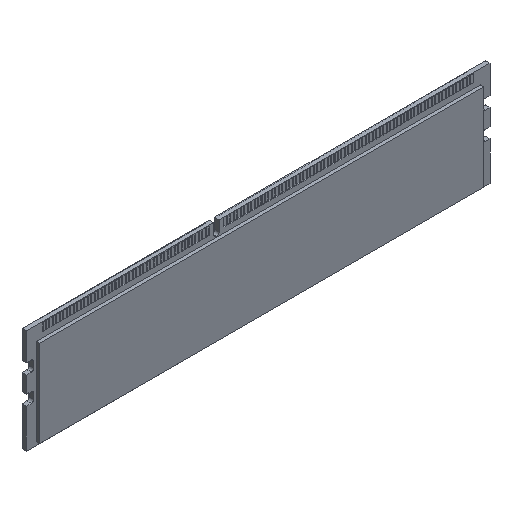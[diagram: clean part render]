
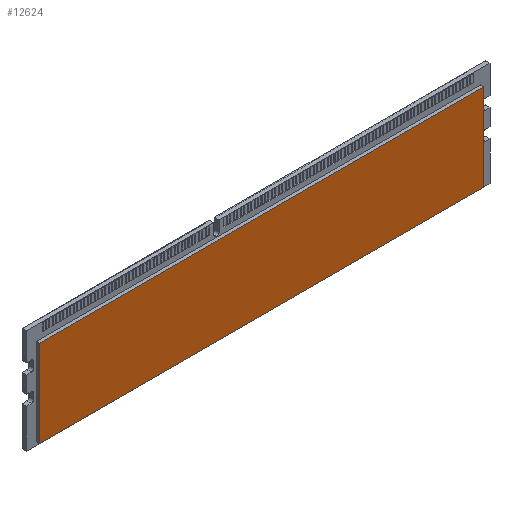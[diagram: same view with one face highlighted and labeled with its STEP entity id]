
A CAD part, isometric view. The second image highlights one B-rep face of the part: STEP entity #12624.
In plain terms, the highlighted planar face has unit normal (0, -1, 0).
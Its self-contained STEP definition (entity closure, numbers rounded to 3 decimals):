
#1527 = EDGE_LOOP ( 'NONE', ( #11977, #11978, #11979, #11975 ) ) ;
#5018 = VERTEX_POINT ( 'NONE', #23985 ) ;
#5095 = VERTEX_POINT ( 'NONE', #24010 ) ;
#5102 = VERTEX_POINT ( 'NONE', #24013 ) ;
#6650 = VERTEX_POINT ( 'NONE', #24550 ) ;
#11201 = EDGE_CURVE ( 'NONE', #5018, #5095, #31985, .T. ) ;
#11204 = EDGE_CURVE ( 'NONE', #5095, #6650, #31994, .T. ) ;
#11207 = EDGE_CURVE ( 'NONE', #6650, #5102, #32003, .T. ) ;
#11210 = EDGE_CURVE ( 'NONE', #5102, #5018, #32012, .T. ) ;
#11975 = ORIENTED_EDGE ( 'NONE', *, *, #11204, .F. ) ;
#11977 = ORIENTED_EDGE ( 'NONE', *, *, #11201, .F. ) ;
#11978 = ORIENTED_EDGE ( 'NONE', *, *, #11210, .F. ) ;
#11979 = ORIENTED_EDGE ( 'NONE', *, *, #11207, .F. ) ;
#12624 = ADVANCED_FACE ( 'NONE', ( #35629 ), #37383, .T. ) ;
#23985 = CARTESIAN_POINT ( 'NONE',  ( 2.8, -1.635, -29. ) ) ;
#24010 = CARTESIAN_POINT ( 'NONE',  ( 2.8, -1.635, -4. ) ) ;
#24013 = CARTESIAN_POINT ( 'NONE',  ( 130.55, -1.635, -29. ) ) ;
#24550 = CARTESIAN_POINT ( 'NONE',  ( 130.55, -1.635, -4. ) ) ;
#31288 = VECTOR ( 'NONE', #31987, 1000. ) ;
#31294 = VECTOR ( 'NONE', #31996, 1000. ) ;
#31302 = VECTOR ( 'NONE', #32005, 1000. ) ;
#31309 = VECTOR ( 'NONE', #32014, 1000. ) ;
#31985 = LINE ( 'NONE', #31986, #31288 ) ;
#31986 = CARTESIAN_POINT ( 'NONE',  ( 2.8, -1.635, -29. ) ) ;
#31987 = DIRECTION ( 'NONE',  ( 0., 0., 1. ) ) ;
#31994 = LINE ( 'NONE', #31995, #31294 ) ;
#31995 = CARTESIAN_POINT ( 'NONE',  ( 2.8, -1.635, -4. ) ) ;
#31996 = DIRECTION ( 'NONE',  ( 1., 0., 0. ) ) ;
#32003 = LINE ( 'NONE', #32004, #31302 ) ;
#32004 = CARTESIAN_POINT ( 'NONE',  ( 130.55, -1.635, -29. ) ) ;
#32005 = DIRECTION ( 'NONE',  ( 0., 0., -1. ) ) ;
#32012 = LINE ( 'NONE', #32013, #31309 ) ;
#32013 = CARTESIAN_POINT ( 'NONE',  ( 2.8, -1.635, -29. ) ) ;
#32014 = DIRECTION ( 'NONE',  ( -1., 0., 0. ) ) ;
#35629 = FACE_OUTER_BOUND ( 'NONE', #1527, .T. ) ;
#35635 = AXIS2_PLACEMENT_3D ( 'NONE', #37384, #37385, #37386 ) ;
#37383 = PLANE ( 'NONE',  #35635 ) ;
#37384 = CARTESIAN_POINT ( 'NONE',  ( 2.8, -1.635, -4. ) ) ;
#37385 = DIRECTION ( 'NONE',  ( 0., -1., 0. ) ) ;
#37386 = DIRECTION ( 'NONE',  ( 0., 0., 1. ) ) ;
